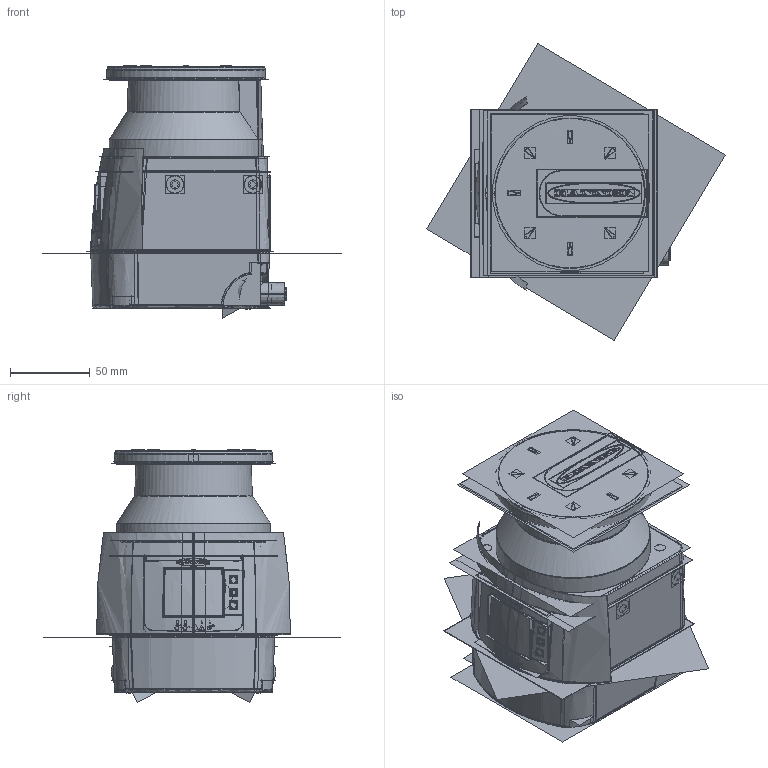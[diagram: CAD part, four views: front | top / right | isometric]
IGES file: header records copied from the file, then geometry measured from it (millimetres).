
Start section:  PTC IGES file: 211712.igs
Global section: file name: 211712.igs; native system: Creo Parametric by PTC Inc.; preprocessor: 2019292; author: PDMAdmin; organization: Unknown; date: 20220512.143542; units: millimetre
Bounding box: 187.26 x 186.89 x 158.54 mm (x, y, z)
Surface area: 3739705.4 mm2
Topology: 8 solids, 9 shells, 3132 faces, 19301 edges, 26575 vertices
Faces by surface type: bspline 1926, revolution 990, extrusion 216
